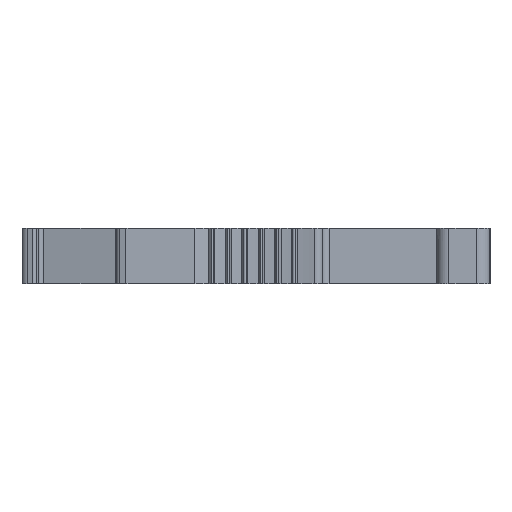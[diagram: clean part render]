
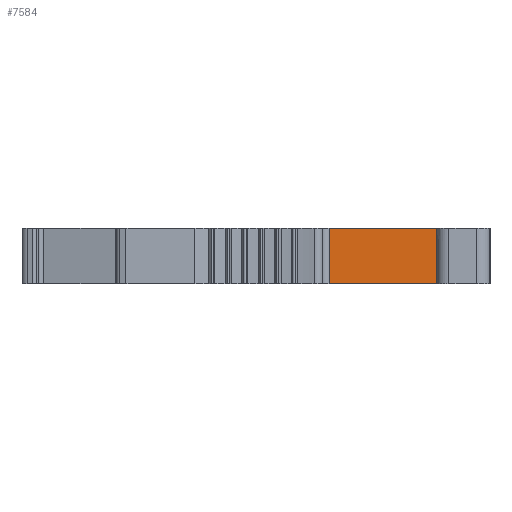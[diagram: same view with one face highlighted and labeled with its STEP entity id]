
A CAD part, left-side view. The second image highlights one B-rep face of the part: STEP entity #7584.
In plain terms, the highlighted planar face has unit normal (-1, 0, 0).
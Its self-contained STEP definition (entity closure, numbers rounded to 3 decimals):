
#1273=DIRECTION('',(0.,1.,0.));
#1274=VECTOR('',#1273,10.2);
#1275=CARTESIAN_POINT('',(-27.1,-15.7,2.1));
#1276=LINE('',#1275,#1274);
#2291=DIRECTION('',(0.,0.,-1.));
#2292=VECTOR('',#2291,4.2);
#2293=CARTESIAN_POINT('',(-27.1,-5.5,2.1));
#2294=LINE('',#2293,#2292);
#2305=DIRECTION('',(0.,1.,0.));
#2306=VECTOR('',#2305,10.2);
#2307=CARTESIAN_POINT('',(-27.1,-15.7,-2.1));
#2308=LINE('',#2307,#2306);
#2319=DIRECTION('',(0.,0.,1.));
#2320=VECTOR('',#2319,4.2);
#2321=CARTESIAN_POINT('',(-27.1,-15.7,-2.1));
#2322=LINE('',#2321,#2320);
#5299=CARTESIAN_POINT('',(-27.1,-5.5,-2.1));
#5300=VERTEX_POINT('',#5299);
#5301=CARTESIAN_POINT('',(-27.1,-15.7,-2.1));
#5302=VERTEX_POINT('',#5301);
#5767=CARTESIAN_POINT('',(-27.1,-15.7,2.1));
#5768=VERTEX_POINT('',#5767);
#5769=CARTESIAN_POINT('',(-27.1,-5.5,2.1));
#5770=VERTEX_POINT('',#5769);
#7571=CARTESIAN_POINT('',(-27.1,-5.5,-15.));
#7572=DIRECTION('',(-1.,0.,0.));
#7573=DIRECTION('',(0.,-1.,0.));
#7574=AXIS2_PLACEMENT_3D('',#7571,#7572,#7573);
#7575=PLANE('',#7574);
#7576=ORIENTED_EDGE('',*,*,#6582,.F.);
#7578=ORIENTED_EDGE('',*,*,#7577,.F.);
#7580=ORIENTED_EDGE('',*,*,#7579,.T.);
#7581=ORIENTED_EDGE('',*,*,#7563,.F.);
#7582=EDGE_LOOP('',(#7576,#7578,#7580,#7581));
#7583=FACE_OUTER_BOUND('',#7582,.F.);
#7584=ADVANCED_FACE('',(#7583),#7575,.T.);
#6582=EDGE_CURVE('',#5768,#5770,#1276,.T.);
#7563=EDGE_CURVE('',#5770,#5300,#2294,.T.);
#7577=EDGE_CURVE('',#5302,#5768,#2322,.T.);
#7579=EDGE_CURVE('',#5302,#5300,#2308,.T.);
